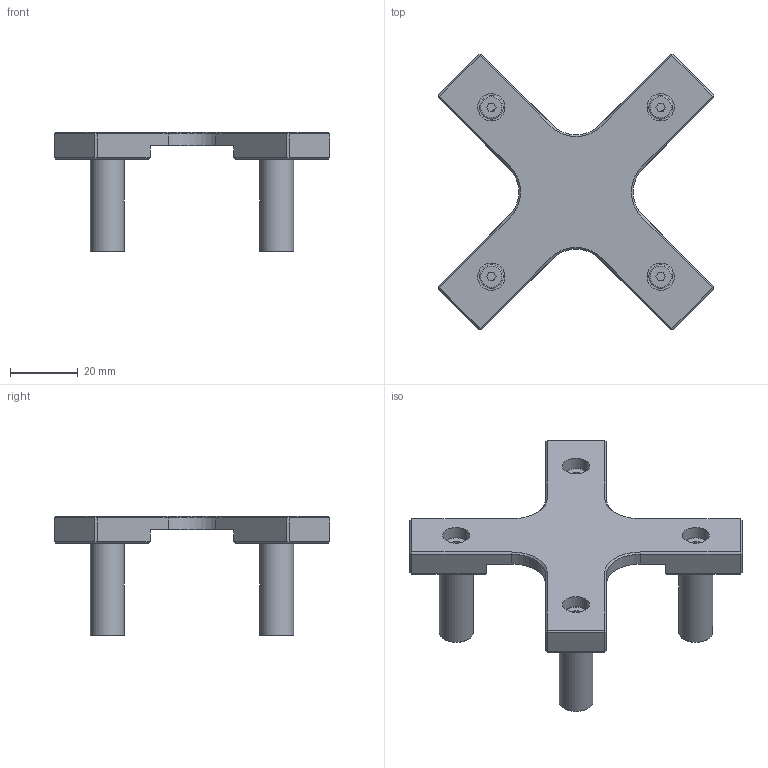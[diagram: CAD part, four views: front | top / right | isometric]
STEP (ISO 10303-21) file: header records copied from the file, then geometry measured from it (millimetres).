
FILE_DESCRIPTION(/* description */ ('ASSIEME PRESSORE PFP 110'),/* implementation_level */ '2;1');
FILE_NAME(/* name */ 'PFP-110-P.stp',/* time_stamp */ '2021-06-11T10:08:29+02:00',/* author */ ('Francesca'),/* organization */ (''),/* preprocessor_version */ 'ST-DEVELOPER v17',/* originating_system */ 'Autodesk Inventor 2019',/* authorisation */ '');
FILE_SCHEMA (('AUTOMOTIVE_DESIGN { 1 0 10303 214 3 1 1 }'));
Length unit declared in the file: millimetre
Products named in the file (4): PFP-110-P-cliente; PFP-110-PRESSORE; PFP-110-PERNO PRESSORE-CLIENTE; DIN 7984 - M4 x 8
Assembly tree (9 placements, depth 2):
  PFP-110-P-cliente
    PFP-110-PRESSORE
    PFP-110-PERNO PRESSORE-CLIENTE  x4
    DIN 7984 - M4 x 8  x4
Bounding box: 81.32 x 81.32 x 35.3 mm (x, y, z)
Volume: 27088.2 mm3; surface area: 15171 mm2
Topology: 9 solids, 9 shells, 190 faces, 444 edges, 284 vertices
Faces by surface type: plane 118, cylinder 36, cone 28, torus 8
Full cylindrical faces by diameter (mm): 3.242 x4, 4 x4, 5.5 x4, 6.1 x4, 7 x4, 8 x4, 10 x4
Entity records: 3393 total; most frequent: DIRECTION 591, CARTESIAN_POINT 565, ORIENTED_EDGE 524, EDGE_CURVE 262, AXIS2_PLACEMENT_3D 208, LINE 175, VECTOR 175, VERTEX_POINT 161
